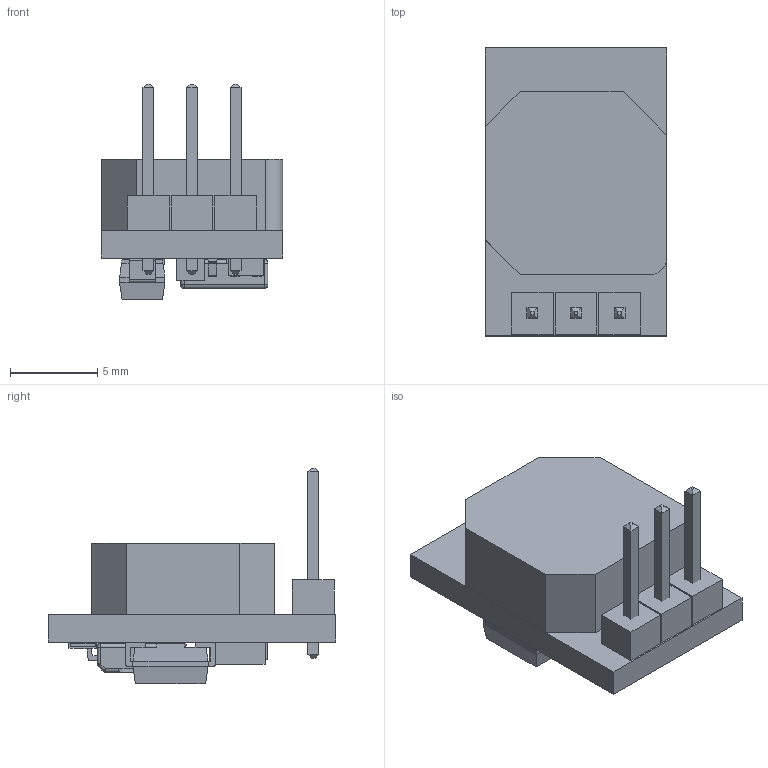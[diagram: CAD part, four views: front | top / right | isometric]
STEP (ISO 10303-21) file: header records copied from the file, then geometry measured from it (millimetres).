
FILE_DESCRIPTION (( 'STEP AP214' ), '1' );
FILE_NAME ('User Library-OKI-78SR_Oriz.STEP', '2016-10-21T23:37:19', ( 'Windows User' ), ( '' ), 'SwSTEP 2.0', 'SolidWorks 2016', '' );
FILE_SCHEMA (( 'AUTOMOTIVE_DESIGN' ));
Length unit declared in the file: millimetre
Products named in the file (12): User Library-OKI-78SR_Oriz; User Library-OKI-78SR_Oriz_Chamfer001; User Library-OKI-78SR_Oriz_Chamfer003; User Library-OKI-78SR_Oriz_Fusion003; User Library-OKI-78SR_Oriz_Fusion002; User Library-OKI-78SR_Oriz_Fusion001; User Library-OKI-78SR_Oriz_OKI_78SR_Oriz001; User Library-OKI-78SR_Oriz_OKI_78SR_Oriz011; User Library-OKI-78SR_Oriz_OKI_78SR_Oriz013; User Library-OKI-78SR_Oriz_OKI_78SR_Oriz012; User Library-OKI-78SR_Oriz_Fusion; User Library-OKI-78SR_Oriz_OKI_78SR_Oriz
Assembly tree (11 placements, depth 2):
  User Library-OKI-78SR_Oriz
    User Library-OKI-78SR_Oriz_OKI_78SR_Oriz
    User Library-OKI-78SR_Oriz_Fusion
    User Library-OKI-78SR_Oriz_OKI_78SR_Oriz012
    User Library-OKI-78SR_Oriz_OKI_78SR_Oriz013
    User Library-OKI-78SR_Oriz_OKI_78SR_Oriz011
    User Library-OKI-78SR_Oriz_OKI_78SR_Oriz001
    User Library-OKI-78SR_Oriz_Fusion001
    User Library-OKI-78SR_Oriz_Fusion002
    User Library-OKI-78SR_Oriz_Fusion003
    User Library-OKI-78SR_Oriz_Chamfer003
    User Library-OKI-78SR_Oriz_Chamfer001
Bounding box: 10.4 x 16.5 x 12.37 mm (x, y, z)
Volume: 804.8 mm3; surface area: 1164.8 mm2
Topology: 17 solids, 17 shells, 399 faces, 985 edges, 626 vertices
Faces by surface type: plane 327, cylinder 62, bspline 10
Entity records: 16641 total; most frequent: CARTESIAN_POINT 2245, ORIENTED_EDGE 1970, DIRECTION 1888, EDGE_CURVE 985, LINE 854, VECTOR 854, VERTEX_POINT 626, AXIS2_PLACEMENT_3D 517
